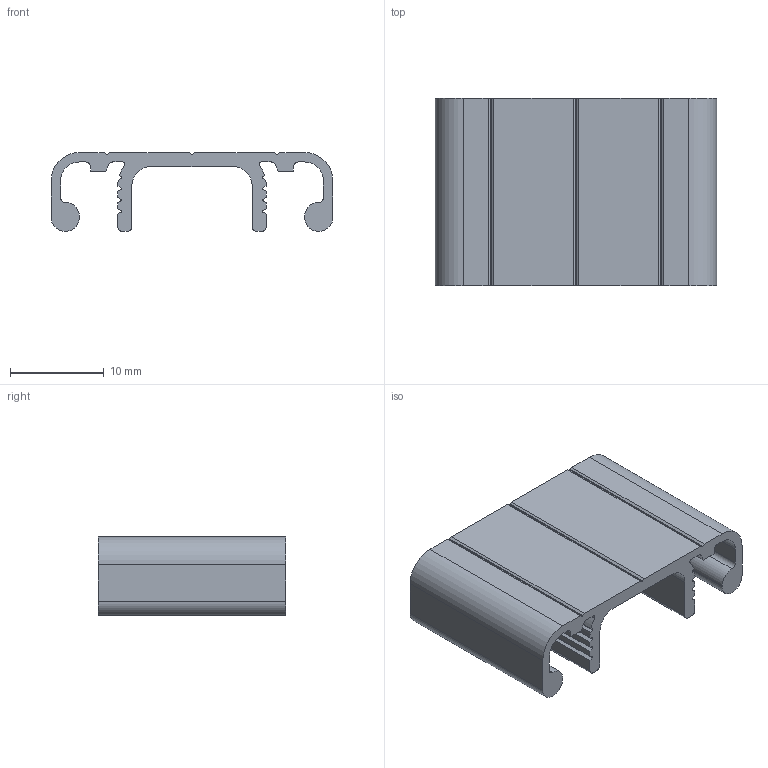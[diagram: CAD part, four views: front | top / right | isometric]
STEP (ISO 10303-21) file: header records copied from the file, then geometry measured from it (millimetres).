
FILE_DESCRIPTION (( 'STEP AP203' ), '1' );
FILE_NAME ('201300999_c_1.STEP', '2024-03-20T01:28:00', ( '' ), ( '' ), 'SwSTEP 2.0', 'SolidWorks 2014', '' );
FILE_SCHEMA (( 'CONFIG_CONTROL_DESIGN' ));
Length unit declared in the file: millimetre
Products named in the file (1): 201300999_c_1
Bounding box: 30 x 20 x 8.4 mm (x, y, z)
Volume: 1670.3 mm3; surface area: 2662.5 mm2
Topology: 1 solids, 1 shells, 97 faces, 285 edges, 190 vertices
Faces by surface type: plane 53, cylinder 44
Entity records: 3324 total; most frequent: CARTESIAN_POINT 573, ORIENTED_EDGE 570, DIRECTION 569, EDGE_CURVE 285, VECTOR 197, LINE 197, VERTEX_POINT 190, AXIS2_PLACEMENT_3D 186
